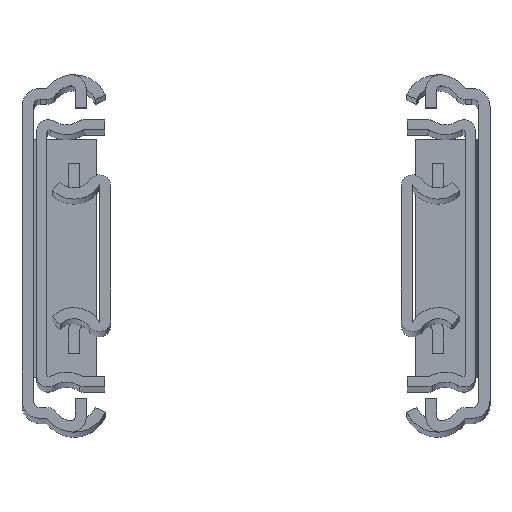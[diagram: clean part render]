
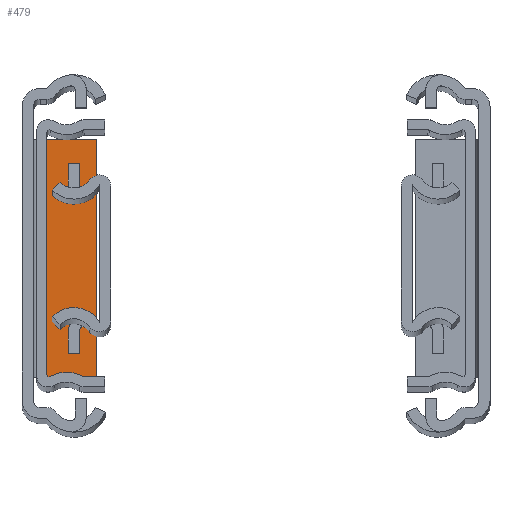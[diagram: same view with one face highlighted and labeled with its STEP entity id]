
A CAD part, top view. The second image highlights one B-rep face of the part: STEP entity #479.
In plain terms, the highlighted face is planar.
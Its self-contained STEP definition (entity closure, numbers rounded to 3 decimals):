
#479 = ADVANCED_FACE( '', ( #990 ), #991, .F. );
#990 = FACE_OUTER_BOUND( '', #1571, .T. );
#991 = PLANE( '', #1572 );
#1571 = EDGE_LOOP( '', ( #2724, #2725, #2726, #2727 ) );
#1572 = AXIS2_PLACEMENT_3D( '', #2728, #2729, #2730 );
#2724 = ORIENTED_EDGE( '', *, *, #3604, .T. );
#2725 = ORIENTED_EDGE( '', *, *, #3885, .F. );
#2726 = ORIENTED_EDGE( '', *, *, #3612, .F. );
#2727 = ORIENTED_EDGE( '', *, *, #3573, .T. );
#2728 = CARTESIAN_POINT( '', ( 4.72, 644.94, 25.4 ) );
#2729 = DIRECTION( '', ( 0., 1., 0. ) );
#2730 = DIRECTION( '', ( -1., 0., 0. ) );
#3573 = EDGE_CURVE( '', #4317, #4314, #4318, .T. );
#3604 = EDGE_CURVE( '', #4314, #4368, #4370, .T. );
#3612 = EDGE_CURVE( '', #4317, #4379, #4380, .T. );
#3885 = EDGE_CURVE( '', #4379, #4368, #4788, .T. );
#4314 = VERTEX_POINT( '', #5354 );
#4317 = VERTEX_POINT( '', #5357 );
#4318 = LINE( '', #5358, #5359 );
#4368 = VERTEX_POINT( '', #5426 );
#4370 = LINE( '', #5429, #5430 );
#4379 = VERTEX_POINT( '', #5444 );
#4380 = LINE( '', #5445, #5446 );
#4788 = LINE( '', #5979, #5980 );
#5354 = CARTESIAN_POINT( '', ( 4.72, 644.94, -25.4 ) );
#5357 = CARTESIAN_POINT( '', ( 4.72, 644.94, 25.4 ) );
#5358 = CARTESIAN_POINT( '', ( 4.72, 644.94, 25.4 ) );
#5359 = VECTOR( '', #6425, 1000. );
#5426 = CARTESIAN_POINT( '', ( 15.837, 644.94, -25.4 ) );
#5429 = CARTESIAN_POINT( '', ( 4.72, 644.94, -25.4 ) );
#5430 = VECTOR( '', #6462, 1000. );
#5444 = CARTESIAN_POINT( '', ( 15.837, 644.94, 25.4 ) );
#5445 = CARTESIAN_POINT( '', ( 4.72, 644.94, 25.4 ) );
#5446 = VECTOR( '', #6468, 1000. );
#5979 = CARTESIAN_POINT( '', ( 15.837, 644.94, 25.4 ) );
#5980 = VECTOR( '', #6849, 1000. );
#6425 = DIRECTION( '', ( 0., 0., -1. ) );
#6462 = DIRECTION( '', ( 1., 0., 0. ) );
#6468 = DIRECTION( '', ( 1., 0., 0. ) );
#6849 = DIRECTION( '', ( 0., 0., -1. ) );
